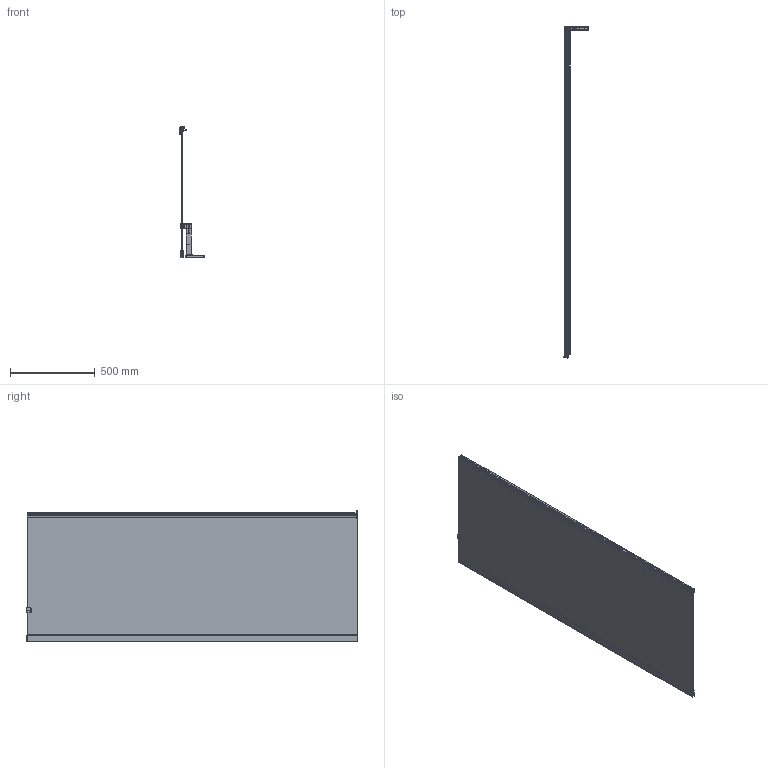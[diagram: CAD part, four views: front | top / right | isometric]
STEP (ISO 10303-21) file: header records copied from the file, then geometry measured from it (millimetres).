
FILE_DESCRIPTION((''),'2;1');
FILE_NAME('AQR80X-775X1950_ASM','2019-07-08T',('admin'),(''),'PRO/ENGINEER BY PARAMETRIC TECHNOLOGY CORPORATION, 2010280','PRO/ENGINEER BY PARAMETRIC TECHNOLOGY CORPORATION, 2010280','');
FILE_SCHEMA(('CONFIG_CONTROL_DESIGN','SHAPE_APPEARANCE_LAYERS_GROUPS'));
Length unit declared in the file: millimetre
Products named in the file (17): 738; CCC; ID41_; CC29__; CC_ASM; CA25---; CG2; CG29; CG29--; CG365; CG3---; CG36___; CA25_____ASM; AC42___; AC13__; DC3__; AQR80X-775X1950_ASM
Assembly tree (17 placements, depth 3):
  AQR80X-775X1950_ASM
    738
    CC_ASM
      CCC
      ID41_
      CC29__
    CA25_____ASM
      CA25---
      CG2
      CG29
      CG29--
      CG365
      CG3---
      CG36___
    AC42___
    CC29__
    AC13__
    DC3__
Bounding box: 150.19 x 1956.3 x 775.07 mm (x, y, z)
Volume: 12452626.7 mm3; surface area: 3957527 mm2
Topology: 15 solids, 22 shells, 529 faces, 1337 edges, 840 vertices
Faces by surface type: cylinder 210, plane 185, bspline 68, torus 54, sphere 8, cone 4
Entity records: 21031 total; most frequent: CARTESIAN_POINT 6066, DIRECTION 2588, ORIENTED_EDGE 2562, EDGE_CURVE 1297, AXIS2_PLACEMENT_3D 974, VERTEX_POINT 820, PRESENTATION_STYLE_ASSIGNMENT 791, STYLED_ITEM 791
